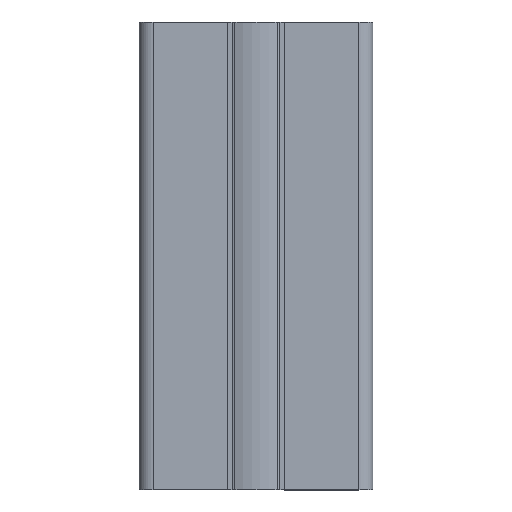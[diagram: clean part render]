
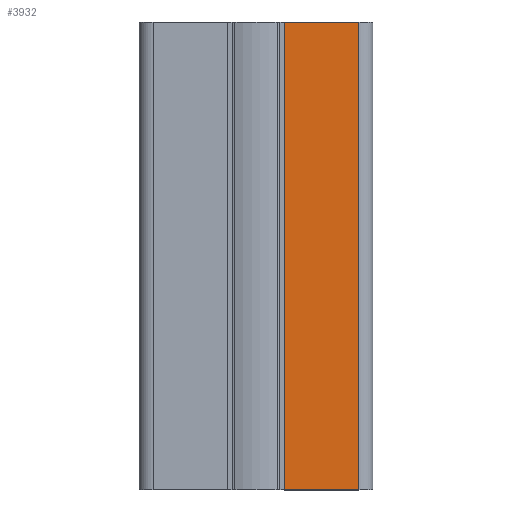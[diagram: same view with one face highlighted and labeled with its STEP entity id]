
A CAD part, top view. The second image highlights one B-rep face of the part: STEP entity #3932.
In plain terms, the highlighted planar face has unit normal (0, 0, 1).
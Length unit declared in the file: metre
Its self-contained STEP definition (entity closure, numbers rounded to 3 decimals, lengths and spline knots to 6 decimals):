
#316=FACE_OUTER_BOUND('',#510,.T.);
#510=EDGE_LOOP('',(#3075,#3076,#3077,#3078));
#947=LINE('',#6248,#1427);
#948=LINE('',#6251,#1428);
#949=LINE('',#6253,#1429);
#950=LINE('',#6254,#1430);
#1427=VECTOR('',#5096,0.1);
#1428=VECTOR('',#5099,0.0159);
#1429=VECTOR('',#5100,0.0159);
#1430=VECTOR('',#5101,0.1);
#1827=VERTEX_POINT('',#6244);
#1828=VERTEX_POINT('',#6246);
#1829=VERTEX_POINT('',#6250);
#1830=VERTEX_POINT('',#6252);
#2355=EDGE_CURVE('',#1828,#1827,#947,.T.);
#2356=EDGE_CURVE('',#1829,#1827,#948,.T.);
#2357=EDGE_CURVE('',#1830,#1828,#949,.T.);
#2358=EDGE_CURVE('',#1830,#1829,#950,.T.);
#3075=ORIENTED_EDGE('',*,*,#2356,.T.);
#3076=ORIENTED_EDGE('',*,*,#2355,.F.);
#3077=ORIENTED_EDGE('',*,*,#2357,.F.);
#3078=ORIENTED_EDGE('',*,*,#2358,.T.);
#3754=PLANE('',#4213);
#3932=ADVANCED_FACE('',(#316),#3754,.F.);
#4213=AXIS2_PLACEMENT_3D('',#6249,#5097,#5098);
#5096=DIRECTION('',(0.,-1.,0.));
#5097=DIRECTION('center_axis',(0.,0.,-1.));
#5098=DIRECTION('ref_axis',(-1.,0.,0.));
#5099=DIRECTION('',(1.,0.,0.));
#5100=DIRECTION('',(1.,0.,0.));
#5101=DIRECTION('',(0.,-1.,0.));
#6244=CARTESIAN_POINT('',(0.048497,-0.1,0.11455));
#6246=CARTESIAN_POINT('',(0.048497,0.,0.11455));
#6248=CARTESIAN_POINT('',(0.048497,0.,0.11455));
#6249=CARTESIAN_POINT('Origin',(0.048497,0.9,0.11455));
#6250=CARTESIAN_POINT('',(0.032597,-0.1,0.11455));
#6251=CARTESIAN_POINT('',(0.032597,-0.1,0.11455));
#6252=CARTESIAN_POINT('',(0.032597,0.,0.11455));
#6253=CARTESIAN_POINT('',(0.032597,0.,0.11455));
#6254=CARTESIAN_POINT('',(0.032597,0.,0.11455));
